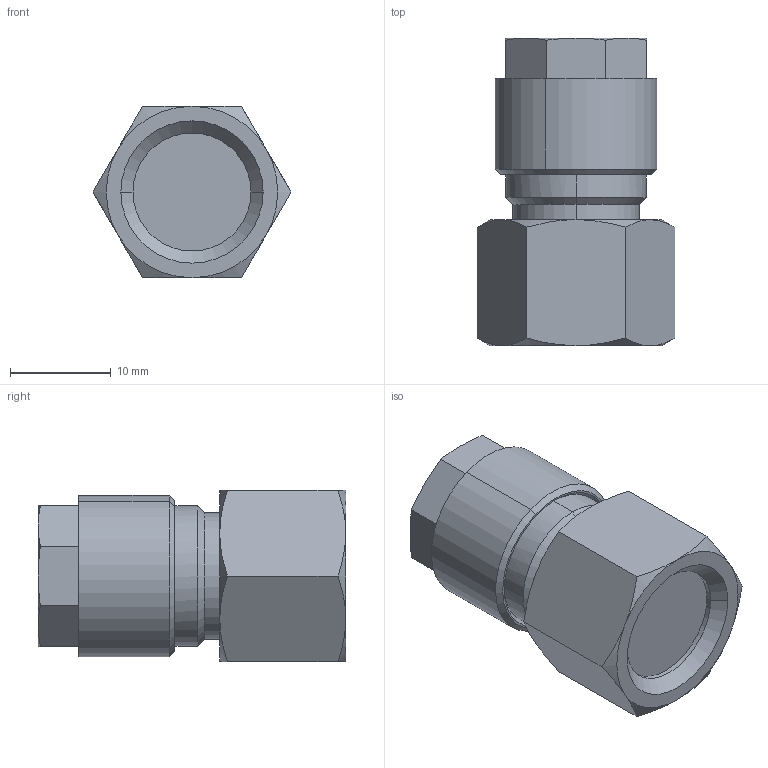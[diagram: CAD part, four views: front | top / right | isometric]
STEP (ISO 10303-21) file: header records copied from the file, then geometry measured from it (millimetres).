
FILE_DESCRIPTION (( 'STEP AP214' ), '1' );
FILE_NAME ('0103000008.step', '2012-09-28T13:21:18', ( '' ), ( '' ), 'SwSTEP 2.0', 'SolidWorks 2012', '' );
FILE_SCHEMA (( 'AUTOMOTIVE_DESIGN' ));
Length unit declared in the file: millimetre
Products named in the file (1): 0103000008
Bounding box: 19.63 x 30.5 x 17 mm (x, y, z)
Volume: 5950.5 mm3; surface area: 2292.5 mm2
Topology: 1 solids, 1 shells, 62 faces, 134 edges, 79 vertices
Faces by surface type: cone 29, plane 21, cylinder 10, torus 2
Entity records: 2491 total; most frequent: CARTESIAN_POINT 468, DIRECTION 273, ORIENTED_EDGE 268, EDGE_CURVE 134, AXIS2_PLACEMENT_3D 116, VERTEX_POINT 79, EDGE_LOOP 67, UNCERTAINTY_MEASURE_WITH_UNIT 65
